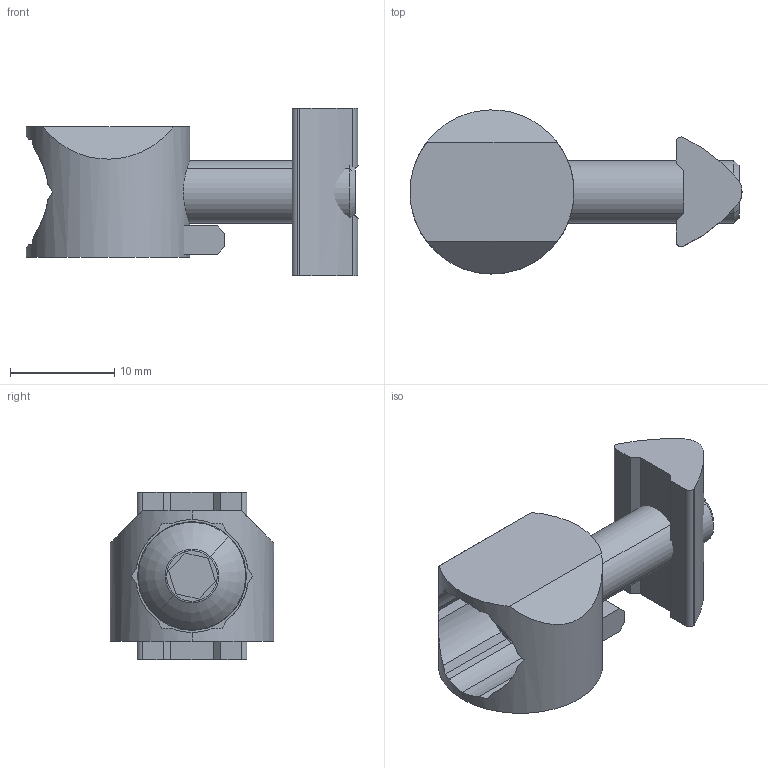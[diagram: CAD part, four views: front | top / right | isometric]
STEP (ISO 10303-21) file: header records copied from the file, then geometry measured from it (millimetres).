
FILE_DESCRIPTION (( 'STEP AP214' ), '1' );
FILE_NAME ('099A0630S01.STEP', '2014-09-03T09:12:38', ( '' ), ( '' ), 'SwSTEP 2.0', 'SolidWorks 2014', '' );
FILE_SCHEMA (( 'AUTOMOTIVE_DESIGN' ));
Length unit declared in the file: millimetre
Products named in the file (4): 096236f_096236; 099A0630S01; 4iso7380m0620m_4 iso 7380 m06 22 m; 099a0630_099 a 06 30 s02
Assembly tree (3 placements, depth 2):
  099A0630S01
    099a0630_099 a 06 30 s02
    4iso7380m0620m_4 iso 7380 m06 22 m
    096236f_096236
Bounding box: 31.79 x 15.7 x 16 mm (x, y, z)
Volume: 2691.7 mm3; surface area: 2586.6 mm2
Topology: 3 solids, 3 shells, 74 faces, 196 edges, 127 vertices
Faces by surface type: plane 42, cylinder 22, torus 6, cone 4
Entity records: 2669 total; most frequent: CARTESIAN_POINT 641, ORIENTED_EDGE 392, DIRECTION 389, EDGE_CURVE 196, AXIS2_PLACEMENT_3D 141, VERTEX_POINT 127, VECTOR 107, LINE 107
